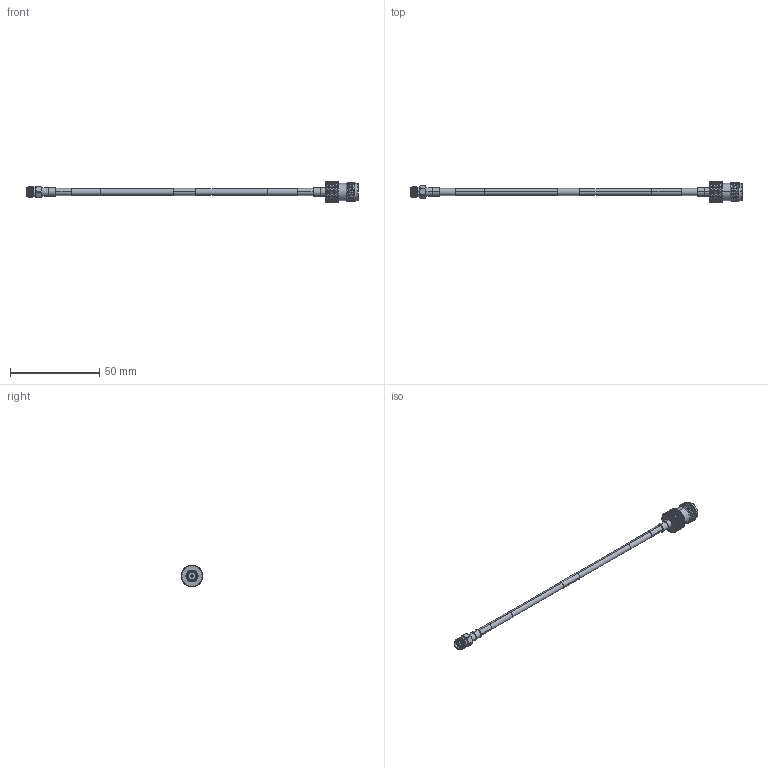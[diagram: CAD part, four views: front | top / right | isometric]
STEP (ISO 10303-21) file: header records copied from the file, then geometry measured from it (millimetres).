
FILE_DESCRIPTION (( 'STEP AP214' ), '1' );
FILE_NAME ('LCCA30498_3D.STEP', '2020-05-01T13:46:42', ( '' ), ( '' ), 'SwSTEP 2.0', 'SolidWorks 2018', '' );
FILE_SCHEMA (( 'AUTOMOTIVE_DESIGN' ));
Length unit declared in the file: inch
Products named in the file (6): LC141TBJ (141 Formable with HeatShrink); LCCA30498_3D; LCCN3067; LC141TBJ-PROD; LCCN3047; 1AW01-003_.152 ID
Assembly tree (7 placements, depth 3):
  LCCA30498_3D
    LC141TBJ-PROD
      LC141TBJ (141 Formable with HeatShrink)
      1AW01-003_.152 ID  x3
    LCCN3047
    LCCN3067
Bounding box: 186.28 x 11.99 x 11.99 mm (x, y, z)
Volume: 3186.4 mm3; surface area: 5939.5 mm2
Topology: 9 solids, 9 shells, 1820 faces, 3896 edges, 2113 vertices
Faces by surface type: bspline 1286, cylinder 417, plane 67, cone 50
Entity records: 65865 total; most frequent: CARTESIAN_POINT 40599, ORIENTED_EDGE 7744, EDGE_CURVE 3872, VERTEX_POINT 2097, DIRECTION 1863, EDGE_LOOP 1835, ADVANCED_FACE 1808, FACE_OUTER_BOUND 1808
